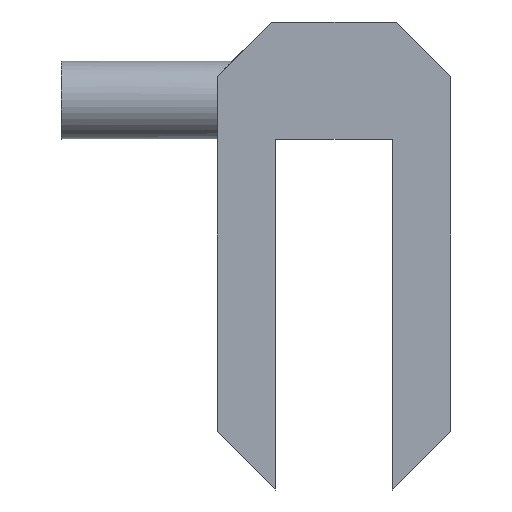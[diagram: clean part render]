
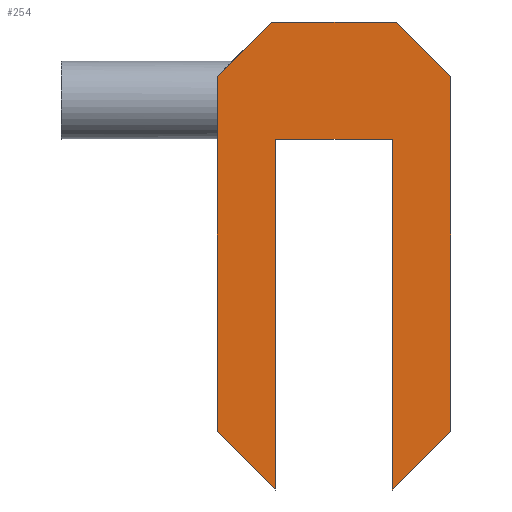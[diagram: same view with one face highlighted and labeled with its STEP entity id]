
A CAD part, front view. The second image highlights one B-rep face of the part: STEP entity #254.
In plain terms, the highlighted planar face has unit normal (0, -1, 0).
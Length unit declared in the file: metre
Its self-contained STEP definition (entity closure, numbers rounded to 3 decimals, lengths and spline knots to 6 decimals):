
#24=ORIENTED_EDGE('',*,*,#92,.T.);
#25=ORIENTED_EDGE('',*,*,#93,.T.);
#26=ORIENTED_EDGE('',*,*,#94,.F.);
#27=ORIENTED_EDGE('',*,*,#95,.T.);
#28=ORIENTED_EDGE('',*,*,#96,.F.);
#29=ORIENTED_EDGE('',*,*,#97,.T.);
#30=ORIENTED_EDGE('',*,*,#98,.T.);
#31=ORIENTED_EDGE('',*,*,#99,.T.);
#32=ORIENTED_EDGE('',*,*,#100,.T.);
#33=ORIENTED_EDGE('',*,*,#101,.T.);
#92=EDGE_CURVE('',#126,#127,#149,.T.);
#93=EDGE_CURVE('',#127,#128,#150,.T.);
#94=EDGE_CURVE('',#129,#128,#151,.T.);
#95=EDGE_CURVE('',#129,#130,#152,.F.);
#96=EDGE_CURVE('',#131,#130,#153,.T.);
#97=EDGE_CURVE('',#131,#132,#154,.T.);
#98=EDGE_CURVE('',#132,#133,#155,.T.);
#99=EDGE_CURVE('',#133,#134,#156,.F.);
#100=EDGE_CURVE('',#134,#135,#157,.T.);
#101=EDGE_CURVE('',#135,#126,#158,.T.);
#126=VERTEX_POINT('',#368);
#127=VERTEX_POINT('',#369);
#128=VERTEX_POINT('',#371);
#129=VERTEX_POINT('',#373);
#130=VERTEX_POINT('',#375);
#131=VERTEX_POINT('',#377);
#132=VERTEX_POINT('',#379);
#133=VERTEX_POINT('',#381);
#134=VERTEX_POINT('',#383);
#135=VERTEX_POINT('',#385);
#149=LINE('',#367,#180);
#150=LINE('',#370,#181);
#151=LINE('',#372,#182);
#152=LINE('',#374,#183);
#153=LINE('',#376,#184);
#154=LINE('',#378,#185);
#155=LINE('',#380,#186);
#156=LINE('',#382,#187);
#157=LINE('',#384,#188);
#158=LINE('',#386,#189);
#180=VECTOR('',#302,1.);
#181=VECTOR('',#303,1.);
#182=VECTOR('',#304,1.);
#183=VECTOR('',#305,1.);
#184=VECTOR('',#306,1.);
#185=VECTOR('',#307,1.);
#186=VECTOR('',#308,1.);
#187=VECTOR('',#309,1.);
#188=VECTOR('',#310,1.);
#189=VECTOR('',#311,1.);
#211=EDGE_LOOP('',(#24,#25,#26,#27,#28,#29,#30,#31,#32,#33));
#226=FACE_BOUND('',#211,.T.);
#241=PLANE('',#281);
#254=ADVANCED_FACE('',(#226),#241,.T.);
#281=AXIS2_PLACEMENT_3D('',#366,#300,#301);
#300=DIRECTION('',(0.,-1.,0.));
#301=DIRECTION('',(1.,0.,0.));
#302=DIRECTION('',(0.,0.,-1.));
#303=DIRECTION('',(0.707,0.,0.707));
#304=DIRECTION('',(0.,0.,-1.));
#305=DIRECTION('',(0.707,0.,-0.707));
#306=DIRECTION('',(1.,0.,0.));
#307=DIRECTION('',(-0.707,0.,-0.707));
#308=DIRECTION('',(0.,0.,-1.));
#309=DIRECTION('',(-0.707,0.,0.707));
#310=DIRECTION('',(0.,0.,1.));
#311=DIRECTION('',(1.,0.,0.));
#366=CARTESIAN_POINT('',(0.00979,-0.0381,0.046738));
#367=CARTESIAN_POINT('',(0.02884,-0.0381,0.011382));
#368=CARTESIAN_POINT('',(0.02884,-0.0381,0.084838));
#369=CARTESIAN_POINT('',(0.02884,-0.0381,-0.029462));
#370=CARTESIAN_POINT('',(0.057415,-0.0381,-0.000887));
#371=CARTESIAN_POINT('',(0.04789,-0.0381,-0.010412));
#372=CARTESIAN_POINT('',(0.04789,-0.0381,0.046738));
#373=CARTESIAN_POINT('',(0.04789,-0.0381,0.105158));
#374=CARTESIAN_POINT('',(0.05805,-0.0381,0.094998));
#375=CARTESIAN_POINT('',(0.03011,-0.0381,0.122938));
#376=CARTESIAN_POINT('',(0.00979,-0.0381,0.122938));
#377=CARTESIAN_POINT('',(-0.01053,-0.0381,0.122938));
#378=CARTESIAN_POINT('',(-0.03847,-0.0381,0.094998));
#379=CARTESIAN_POINT('',(-0.02831,-0.0381,0.105158));
#380=CARTESIAN_POINT('',(-0.02831,-0.0381,0.046738));
#381=CARTESIAN_POINT('',(-0.02831,-0.0381,-0.010412));
#382=CARTESIAN_POINT('',(-0.037835,-0.0381,-0.000887));
#383=CARTESIAN_POINT('',(-0.00926,-0.0381,-0.029462));
#384=CARTESIAN_POINT('',(-0.00926,-0.0381,0.011382));
#385=CARTESIAN_POINT('',(-0.00926,-0.0381,0.084838));
#386=CARTESIAN_POINT('',(0.013123,-0.0381,0.084838));
